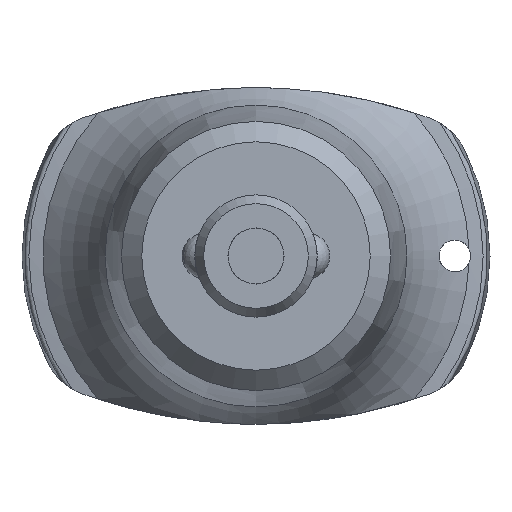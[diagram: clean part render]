
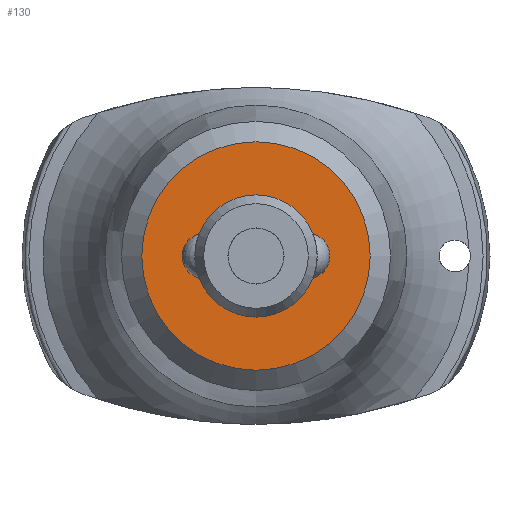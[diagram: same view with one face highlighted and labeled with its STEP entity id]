
A CAD part, front view. The second image highlights one B-rep face of the part: STEP entity #130.
In plain terms, the highlighted planar face has unit normal (0, -1, 0).
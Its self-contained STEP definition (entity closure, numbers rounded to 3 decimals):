
#130 = ADVANCED_FACE( '', ( #289, #290 ), #291, .T. );
#289 = FACE_OUTER_BOUND( '', #489, .T. );
#290 = FACE_BOUND( '', #490, .T. );
#291 = PLANE( '', #491 );
#489 = EDGE_LOOP( '', ( #765 ) );
#490 = EDGE_LOOP( '', ( #766 ) );
#491 = AXIS2_PLACEMENT_3D( '', #767, #768, #769 );
#765 = ORIENTED_EDGE( '', *, *, #849, .T. );
#766 = ORIENTED_EDGE( '', *, *, #952, .F. );
#767 = CARTESIAN_POINT( '', ( 2.75, 0., 0. ) );
#768 = DIRECTION( '', ( 0., -1., 0. ) );
#769 = DIRECTION( '', ( 0., 0., -1. ) );
#849 = EDGE_CURVE( '', #971, #971, #972, .T. );
#952 = EDGE_CURVE( '', #1132, #1132, #1133, .T. );
#971 = VERTEX_POINT( '', #1152 );
#972 = CIRCLE( '', #1153, 11.2 );
#1132 = VERTEX_POINT( '', #2011 );
#1133 = CIRCLE( '', #2012, 6. );
#1152 = CARTESIAN_POINT( '', ( 0., 0., -11.2 ) );
#1153 = AXIS2_PLACEMENT_3D( '', #2108, #2109, #2110 );
#2011 = CARTESIAN_POINT( '', ( 0., 0., -6. ) );
#2012 = AXIS2_PLACEMENT_3D( '', #2199, #2200, #2201 );
#2108 = CARTESIAN_POINT( '', ( 0., 0., 0. ) );
#2109 = DIRECTION( '', ( 0., -1., 0. ) );
#2110 = DIRECTION( '', ( 0., 0., -1. ) );
#2199 = CARTESIAN_POINT( '', ( 0., 0., 0. ) );
#2200 = DIRECTION( '', ( 0., -1., 0. ) );
#2201 = DIRECTION( '', ( 0., 0., -1. ) );
